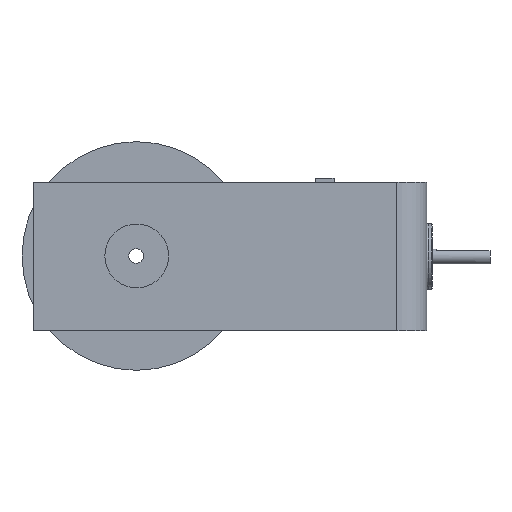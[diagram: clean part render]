
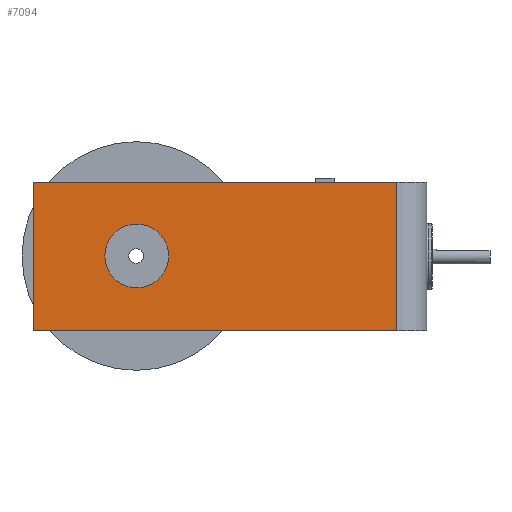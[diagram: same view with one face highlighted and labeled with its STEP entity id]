
A CAD part, left-side view. The second image highlights one B-rep face of the part: STEP entity #7094.
In plain terms, the highlighted planar face has unit normal (-1, 0, 0).
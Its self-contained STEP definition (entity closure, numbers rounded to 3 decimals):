
#448=FACE_BOUND('',#1463,.T.);
#597=PLANE('',#7736);
#1006=FACE_OUTER_BOUND('',#1462,.T.);
#1462=EDGE_LOOP('',(#6443,#6444,#6445,#6446));
#1463=EDGE_LOOP('',(#6447));
#1973=LINE('',#21487,#2501);
#1978=LINE('',#21501,#2506);
#1982=LINE('',#21512,#2510);
#1988=LINE('',#21526,#2516);
#2501=VECTOR('',#9444,10.);
#2506=VECTOR('',#9455,10.);
#2510=VECTOR('',#9465,10.);
#2516=VECTOR('',#9479,10.);
#2729=CIRCLE('',#7737,10.75);
#3367=VERTEX_POINT('',#21485);
#3368=VERTEX_POINT('',#21486);
#3374=VERTEX_POINT('',#21499);
#3378=VERTEX_POINT('',#21510);
#3383=VERTEX_POINT('',#21538);
#4379=EDGE_CURVE('',#3367,#3368,#1973,.T.);
#4386=EDGE_CURVE('',#3374,#3367,#1978,.T.);
#4392=EDGE_CURVE('',#3378,#3374,#1982,.T.);
#4400=EDGE_CURVE('',#3368,#3378,#1988,.T.);
#4406=EDGE_CURVE('',#3383,#3383,#2729,.T.);
#6443=ORIENTED_EDGE('',*,*,#4392,.F.);
#6444=ORIENTED_EDGE('',*,*,#4400,.F.);
#6445=ORIENTED_EDGE('',*,*,#4379,.F.);
#6446=ORIENTED_EDGE('',*,*,#4386,.F.);
#6447=ORIENTED_EDGE('',*,*,#4406,.T.);
#7094=ADVANCED_FACE('',(#1006,#448),#597,.F.);
#7736=AXIS2_PLACEMENT_3D('',#21537,#9495,#9496);
#7737=AXIS2_PLACEMENT_3D('',#21539,#9497,#9498);
#9444=DIRECTION('',(0.,0.,1.));
#9455=DIRECTION('',(0.,1.,0.));
#9465=DIRECTION('',(0.,0.,-1.));
#9479=DIRECTION('',(0.,-1.,0.));
#9495=DIRECTION('center_axis',(1.,0.,0.));
#9496=DIRECTION('ref_axis',(0.,0.,-1.));
#9497=DIRECTION('center_axis',(1.,0.,0.));
#9498=DIRECTION('ref_axis',(0.,-1.,0.));
#21485=CARTESIAN_POINT('',(-35.,101.301,-25.));
#21486=CARTESIAN_POINT('',(-35.,101.301,25.));
#21487=CARTESIAN_POINT('',(-35.,101.301,0.));
#21499=CARTESIAN_POINT('',(-35.,-21.2,-25.));
#21501=CARTESIAN_POINT('',(-35.,-26.2,-25.));
#21510=CARTESIAN_POINT('',(-35.,-21.2,25.));
#21512=CARTESIAN_POINT('',(-35.,-21.2,0.));
#21526=CARTESIAN_POINT('',(-35.,-26.2,25.));
#21537=CARTESIAN_POINT('Origin',(-35.,-16.2,0.));
#21538=CARTESIAN_POINT('',(-35.,77.199,0.214));
#21539=CARTESIAN_POINT('Origin',(-35.,66.449,0.214));
